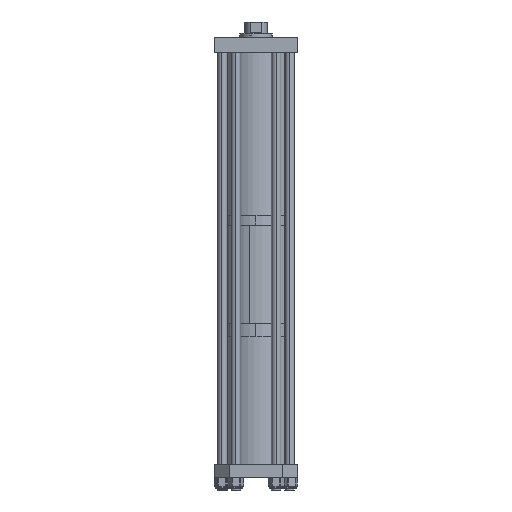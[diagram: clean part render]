
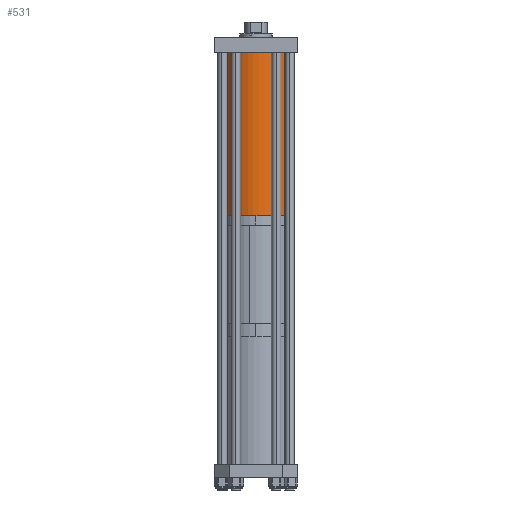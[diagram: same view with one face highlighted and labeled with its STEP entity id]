
A CAD part, left-side view. The second image highlights one B-rep face of the part: STEP entity #531.
In plain terms, the highlighted cylindrical face has radius 114.3 mm (diameter 228.6 mm), a partial arc.
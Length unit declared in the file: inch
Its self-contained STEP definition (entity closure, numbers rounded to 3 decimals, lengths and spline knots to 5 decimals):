
#92 = CARTESIAN_POINT ( 'NONE',  ( 4.5, 0., 21.381 ) ) ;
#211 = CARTESIAN_POINT ( 'NONE',  ( 4.5, 0., 0. ) ) ;
#531 = ADVANCED_FACE ( 'NONE', ( #7825 ), #4450, .T. ) ;
#1435 = LINE ( 'NONE', #6628, #1792 ) ;
#1467 = VERTEX_POINT ( 'NONE', #7405 ) ;
#1691 = CARTESIAN_POINT ( 'NONE',  ( 0., 0., 0. ) ) ;
#1792 = VECTOR ( 'NONE', #2108, 39.37008 ) ;
#1844 = DIRECTION ( 'NONE',  ( 0., 0., 1. ) ) ;
#2108 = DIRECTION ( 'NONE',  ( 0., 0., -1. ) ) ;
#2342 = VERTEX_POINT ( 'NONE', #10047 ) ;
#2346 = CIRCLE ( 'NONE', #6187, 4.5 ) ;
#2990 = DIRECTION ( 'NONE',  ( 1., 0., 0. ) ) ;
#3831 = EDGE_CURVE ( 'NONE', #2342, #4724, #4414, .T. ) ;
#3833 = AXIS2_PLACEMENT_3D ( 'NONE', #6534, #9322, #7607 ) ;
#4110 = EDGE_LOOP ( 'NONE', ( #5753, #5875, #5879, #6285 ) ) ;
#4339 = CARTESIAN_POINT ( 'NONE',  ( 0., 0., 21.381 ) ) ;
#4414 = LINE ( 'NONE', #92, #5077 ) ;
#4450 = CYLINDRICAL_SURFACE ( 'NONE', #5198, 4.5 ) ;
#4673 = EDGE_CURVE ( 'NONE', #4724, #5975, #2346, .T. ) ;
#4724 = VERTEX_POINT ( 'NONE', #211 ) ;
#5077 = VECTOR ( 'NONE', #6194, 39.37008 ) ;
#5198 = AXIS2_PLACEMENT_3D ( 'NONE', #4339, #6122, #6170 ) ;
#5753 = ORIENTED_EDGE ( 'NONE', *, *, #7371, .F. ) ;
#5875 = ORIENTED_EDGE ( 'NONE', *, *, #3831, .T. ) ;
#5879 = ORIENTED_EDGE ( 'NONE', *, *, #4673, .T. ) ;
#5975 = VERTEX_POINT ( 'NONE', #6069 ) ;
#6069 = CARTESIAN_POINT ( 'NONE',  ( -4.5, 0., 0. ) ) ;
#6122 = DIRECTION ( 'NONE',  ( 0., 0., -1. ) ) ;
#6170 = DIRECTION ( 'NONE',  ( -1., 0., 0. ) ) ;
#6187 = AXIS2_PLACEMENT_3D ( 'NONE', #1691, #1844, #2990 ) ;
#6194 = DIRECTION ( 'NONE',  ( 0., 0., -1. ) ) ;
#6247 = EDGE_CURVE ( 'NONE', #1467, #5975, #1435, .T. ) ;
#6285 = ORIENTED_EDGE ( 'NONE', *, *, #6247, .F. ) ;
#6534 = CARTESIAN_POINT ( 'NONE',  ( 0., 0., 21.381 ) ) ;
#6628 = CARTESIAN_POINT ( 'NONE',  ( -4.5, 0., 21.381 ) ) ;
#7371 = EDGE_CURVE ( 'NONE', #2342, #1467, #11148, .T. ) ;
#7405 = CARTESIAN_POINT ( 'NONE',  ( -4.5, 0., 21.381 ) ) ;
#7607 = DIRECTION ( 'NONE',  ( 1., 0., 0. ) ) ;
#7825 = FACE_OUTER_BOUND ( 'NONE', #4110, .T. ) ;
#9322 = DIRECTION ( 'NONE',  ( 0., 0., 1. ) ) ;
#10047 = CARTESIAN_POINT ( 'NONE',  ( 4.5, 0., 21.381 ) ) ;
#11148 = CIRCLE ( 'NONE', #3833, 4.5 ) ;
